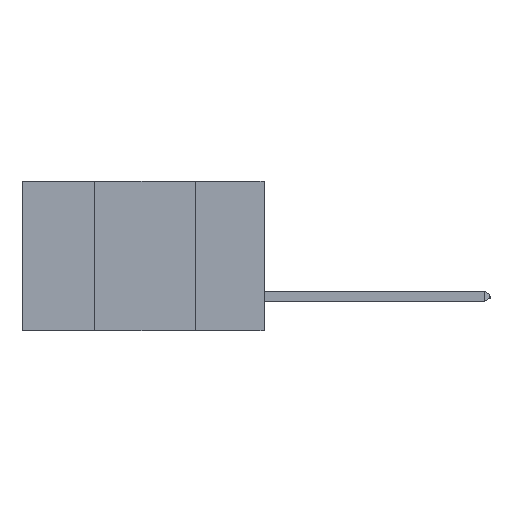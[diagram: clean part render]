
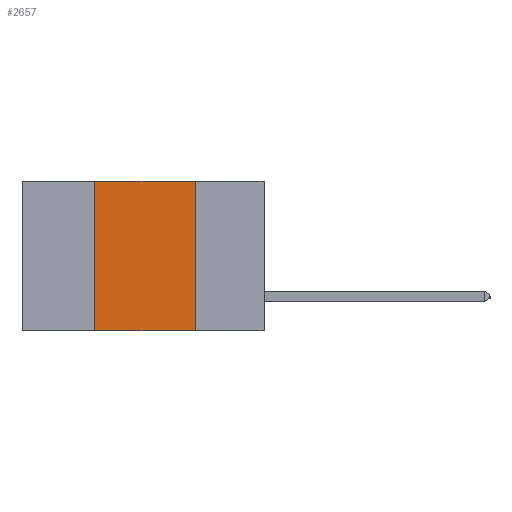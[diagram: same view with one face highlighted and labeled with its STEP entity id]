
A CAD part, left-side view. The second image highlights one B-rep face of the part: STEP entity #2657.
In plain terms, the highlighted planar face has unit normal (-1, 0, 0).
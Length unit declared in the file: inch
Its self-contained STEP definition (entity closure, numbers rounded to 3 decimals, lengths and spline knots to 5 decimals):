
#179 = CARTESIAN_POINT ( 'NONE',  ( 0., 0.6, 0. ) ) ;
#195 = DIRECTION ( 'NONE',  ( 0., -1., 0. ) ) ;
#213 = CARTESIAN_POINT ( 'NONE',  ( 0., 0.17, 0. ) ) ;
#434 = VERTEX_POINT ( 'NONE', #2367 ) ;
#702 = LINE ( 'NONE', #179, #11178 ) ;
#952 = EDGE_CURVE ( 'NONE', #2888, #8227, #11205, .T. ) ;
#1471 = CARTESIAN_POINT ( 'NONE',  ( 0., 0.17, -0.37 ) ) ;
#1513 = CARTESIAN_POINT ( 'NONE',  ( 0., 0.6, -0.37 ) ) ;
#1844 = DIRECTION ( 'NONE',  ( 0., 0., -1. ) ) ;
#1849 = DIRECTION ( 'NONE',  ( 1., 0., 0. ) ) ;
#2142 = ORIENTED_EDGE ( 'NONE', *, *, #10687, .F. ) ;
#2367 = CARTESIAN_POINT ( 'NONE',  ( 0., 0.42, 0. ) ) ;
#2657 = ADVANCED_FACE ( 'NONE', ( #7516 ), #8654, .F. ) ;
#2760 = ORIENTED_EDGE ( 'NONE', *, *, #952, .F. ) ;
#2888 = VERTEX_POINT ( 'NONE', #213 ) ;
#3173 = ORIENTED_EDGE ( 'NONE', *, *, #5140, .F. ) ;
#4130 = EDGE_LOOP ( 'NONE', ( #2760, #3173, #2142, #10622 ) ) ;
#4358 = CARTESIAN_POINT ( 'NONE',  ( 0., 0.17, 0. ) ) ;
#5140 = EDGE_CURVE ( 'NONE', #434, #2888, #702, .T. ) ;
#5252 = VERTEX_POINT ( 'NONE', #7401 ) ;
#6014 = CARTESIAN_POINT ( 'NONE',  ( 0., 0.42, 0. ) ) ;
#6649 = VECTOR ( 'NONE', #11615, 39.37008 ) ;
#7401 = CARTESIAN_POINT ( 'NONE',  ( 0., 0.42, -0.37 ) ) ;
#7516 = FACE_OUTER_BOUND ( 'NONE', #4130, .T. ) ;
#7689 = VECTOR ( 'NONE', #15725, 39.37008 ) ;
#8227 = VERTEX_POINT ( 'NONE', #1471 ) ;
#8600 = CARTESIAN_POINT ( 'NONE',  ( 0., 0.6, 0. ) ) ;
#8654 = PLANE ( 'NONE',  #14106 ) ;
#10031 = VECTOR ( 'NONE', #11746, 39.37008 ) ;
#10622 = ORIENTED_EDGE ( 'NONE', *, *, #11825, .T. ) ;
#10687 = EDGE_CURVE ( 'NONE', #5252, #434, #10915, .T. ) ;
#10915 = LINE ( 'NONE', #6014, #7689 ) ;
#11178 = VECTOR ( 'NONE', #195, 39.37008 ) ;
#11205 = LINE ( 'NONE', #4358, #10031 ) ;
#11615 = DIRECTION ( 'NONE',  ( 0., -1., 0. ) ) ;
#11746 = DIRECTION ( 'NONE',  ( 0., 0., -1. ) ) ;
#11825 = EDGE_CURVE ( 'NONE', #5252, #8227, #13156, .T. ) ;
#13156 = LINE ( 'NONE', #1513, #6649 ) ;
#14106 = AXIS2_PLACEMENT_3D ( 'NONE', #8600, #1849, #1844 ) ;
#15725 = DIRECTION ( 'NONE',  ( 0., 0., 1. ) ) ;
